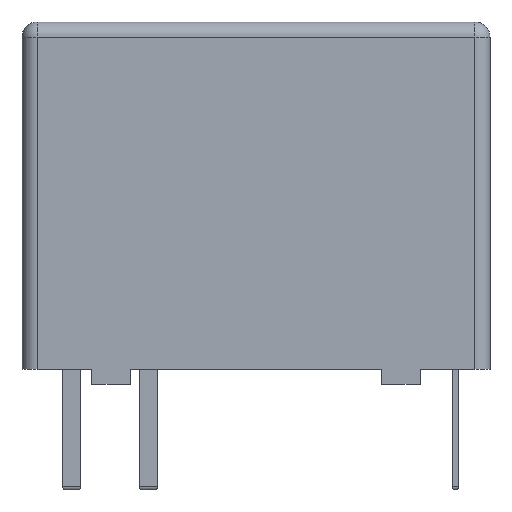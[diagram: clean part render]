
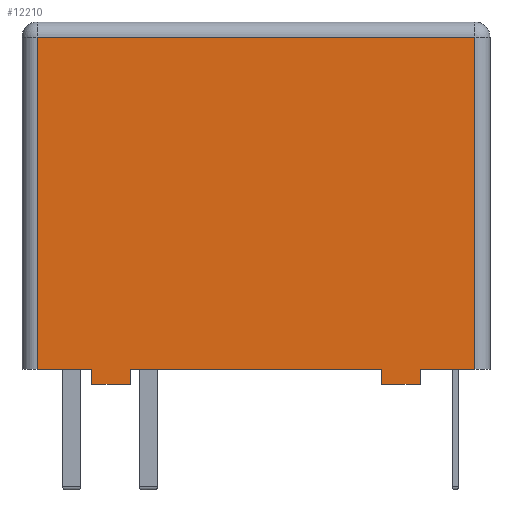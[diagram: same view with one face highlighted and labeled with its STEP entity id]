
A CAD part, front view. The second image highlights one B-rep face of the part: STEP entity #12210.
In plain terms, the highlighted planar face has unit normal (0, -1, 0).
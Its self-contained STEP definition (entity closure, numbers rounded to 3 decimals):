
#2 = FACE_OUTER_BOUND ( 'NONE', #6019, .T. ) ;
#151 = LINE ( 'NONE', #10279, #9798 ) ;
#246 = VERTEX_POINT ( 'NONE', #8383 ) ;
#307 = CARTESIAN_POINT ( 'NONE',  ( -7.25, -5.25, 0. ) ) ;
#468 = EDGE_CURVE ( 'NONE', #4295, #12701, #1482, .T. ) ;
#633 = CARTESIAN_POINT ( 'NONE',  ( 7.75, -5.25, 0. ) ) ;
#665 = EDGE_CURVE ( 'NONE', #4054, #3079, #13829, .T. ) ;
#1196 = ORIENTED_EDGE ( 'NONE', *, *, #9177, .F. ) ;
#1482 = LINE ( 'NONE', #7955, #9664 ) ;
#1785 = CARTESIAN_POINT ( 'NONE',  ( 7.25, -5.25, 11.5 ) ) ;
#1798 = CARTESIAN_POINT ( 'NONE',  ( -5.444, -5.25, 0. ) ) ;
#2040 = CARTESIAN_POINT ( 'NONE',  ( -5.444, -5.25, -0.5 ) ) ;
#2115 = DIRECTION ( 'NONE',  ( 0., 0., 1. ) ) ;
#2610 = DIRECTION ( 'NONE',  ( -1., 0., 0. ) ) ;
#2782 = DIRECTION ( 'NONE',  ( 0., 0., 1. ) ) ;
#3062 = CARTESIAN_POINT ( 'NONE',  ( -5.444, -5.25, -0.5 ) ) ;
#3079 = VERTEX_POINT ( 'NONE', #5264 ) ;
#3601 = CARTESIAN_POINT ( 'NONE',  ( -4.153, -5.25, -0.5 ) ) ;
#3795 = LINE ( 'NONE', #6431, #16212 ) ;
#3923 = EDGE_CURVE ( 'NONE', #4995, #3079, #13953, .T. ) ;
#4054 = VERTEX_POINT ( 'NONE', #7140 ) ;
#4160 = CARTESIAN_POINT ( 'NONE',  ( 5.444, -5.25, -0.5 ) ) ;
#4207 = VECTOR ( 'NONE', #4988, 1000. ) ;
#4236 = ORIENTED_EDGE ( 'NONE', *, *, #5956, .F. ) ;
#4295 = VERTEX_POINT ( 'NONE', #4160 ) ;
#4464 = CARTESIAN_POINT ( 'NONE',  ( 7.25, -5.25, 11. ) ) ;
#4473 = DIRECTION ( 'NONE',  ( -1., 0., 0. ) ) ;
#4635 = LINE ( 'NONE', #5727, #10336 ) ;
#4659 = ORIENTED_EDGE ( 'NONE', *, *, #8257, .T. ) ;
#4884 = ORIENTED_EDGE ( 'NONE', *, *, #468, .T. ) ;
#4988 = DIRECTION ( 'NONE',  ( -1., 0., 0. ) ) ;
#4995 = VERTEX_POINT ( 'NONE', #3601 ) ;
#5264 = CARTESIAN_POINT ( 'NONE',  ( -4.153, -5.25, 0. ) ) ;
#5322 = VERTEX_POINT ( 'NONE', #307 ) ;
#5386 = VECTOR ( 'NONE', #10418, 1000. ) ;
#5668 = CARTESIAN_POINT ( 'NONE',  ( 5.444, -5.25, -0.5 ) ) ;
#5691 = EDGE_CURVE ( 'NONE', #11296, #4295, #10374, .T. ) ;
#5727 = CARTESIAN_POINT ( 'NONE',  ( -5.444, -5.25, -0.5 ) ) ;
#5887 = VECTOR ( 'NONE', #11918, 1000. ) ;
#5935 = EDGE_CURVE ( 'NONE', #13850, #5322, #6963, .T. ) ;
#5956 = EDGE_CURVE ( 'NONE', #9068, #13850, #4635, .T. ) ;
#6019 = EDGE_LOOP ( 'NONE', ( #1196, #4659, #14482, #13335, #13348, #4236, #7006, #14932, #13900, #12415, #8545, #4884 ) ) ;
#6083 = CARTESIAN_POINT ( 'NONE',  ( 7.25, -5.25, 0. ) ) ;
#6149 = CARTESIAN_POINT ( 'NONE',  ( -4.153, -5.25, -0.5 ) ) ;
#6431 = CARTESIAN_POINT ( 'NONE',  ( -7.25, -5.25, 11.5 ) ) ;
#6731 = EDGE_CURVE ( 'NONE', #13808, #246, #151, .T. ) ;
#6963 = LINE ( 'NONE', #633, #13778 ) ;
#6964 = CARTESIAN_POINT ( 'NONE',  ( 4.153, -5.25, -0.5 ) ) ;
#7006 = ORIENTED_EDGE ( 'NONE', *, *, #15591, .F. ) ;
#7140 = CARTESIAN_POINT ( 'NONE',  ( 4.153, -5.25, 0. ) ) ;
#7298 = VECTOR ( 'NONE', #14806, 1000. ) ;
#7955 = CARTESIAN_POINT ( 'NONE',  ( 5.444, -5.25, -0.5 ) ) ;
#8095 = VECTOR ( 'NONE', #15601, 1000. ) ;
#8257 = EDGE_CURVE ( 'NONE', #14265, #13808, #13072, .T. ) ;
#8259 = CARTESIAN_POINT ( 'NONE',  ( 4.153, -5.25, -0.5 ) ) ;
#8383 = CARTESIAN_POINT ( 'NONE',  ( -7.25, -5.25, 11. ) ) ;
#8545 = ORIENTED_EDGE ( 'NONE', *, *, #5691, .T. ) ;
#8584 = VECTOR ( 'NONE', #11985, 1000. ) ;
#9068 = VERTEX_POINT ( 'NONE', #3062 ) ;
#9177 = EDGE_CURVE ( 'NONE', #14265, #12701, #9730, .T. ) ;
#9664 = VECTOR ( 'NONE', #2782, 1000. ) ;
#9730 = LINE ( 'NONE', #14729, #7298 ) ;
#9798 = VECTOR ( 'NONE', #2610, 1000. ) ;
#10279 = CARTESIAN_POINT ( 'NONE',  ( -7.75, -5.25, 11. ) ) ;
#10336 = VECTOR ( 'NONE', #2115, 1000. ) ;
#10374 = LINE ( 'NONE', #5668, #8095 ) ;
#10418 = DIRECTION ( 'NONE',  ( 0., 0., 1. ) ) ;
#11048 = PLANE ( 'NONE',  #15670 ) ;
#11218 = CARTESIAN_POINT ( 'NONE',  ( 7.75, -5.25, 11.5 ) ) ;
#11296 = VERTEX_POINT ( 'NONE', #6964 ) ;
#11380 = DIRECTION ( 'NONE',  ( 0., 0., 1. ) ) ;
#11500 = DIRECTION ( 'NONE',  ( 0., 0., -1. ) ) ;
#11918 = DIRECTION ( 'NONE',  ( -1., 0., 0. ) ) ;
#11985 = DIRECTION ( 'NONE',  ( 0., 0., 1. ) ) ;
#12210 = ADVANCED_FACE ( 'NONE', ( #2 ), #11048, .T. ) ;
#12415 = ORIENTED_EDGE ( 'NONE', *, *, #13054, .F. ) ;
#12701 = VERTEX_POINT ( 'NONE', #14754 ) ;
#13054 = EDGE_CURVE ( 'NONE', #11296, #4054, #15487, .T. ) ;
#13072 = LINE ( 'NONE', #1785, #8584 ) ;
#13314 = EDGE_CURVE ( 'NONE', #246, #5322, #3795, .T. ) ;
#13327 = LINE ( 'NONE', #2040, #5887 ) ;
#13335 = ORIENTED_EDGE ( 'NONE', *, *, #13314, .T. ) ;
#13348 = ORIENTED_EDGE ( 'NONE', *, *, #5935, .F. ) ;
#13778 = VECTOR ( 'NONE', #4473, 1000. ) ;
#13808 = VERTEX_POINT ( 'NONE', #4464 ) ;
#13829 = LINE ( 'NONE', #16331, #4207 ) ;
#13850 = VERTEX_POINT ( 'NONE', #1798 ) ;
#13900 = ORIENTED_EDGE ( 'NONE', *, *, #665, .F. ) ;
#13953 = LINE ( 'NONE', #6149, #15640 ) ;
#14265 = VERTEX_POINT ( 'NONE', #6083 ) ;
#14482 = ORIENTED_EDGE ( 'NONE', *, *, #6731, .T. ) ;
#14729 = CARTESIAN_POINT ( 'NONE',  ( 7.75, -5.25, 0. ) ) ;
#14754 = CARTESIAN_POINT ( 'NONE',  ( 5.444, -5.25, 0. ) ) ;
#14806 = DIRECTION ( 'NONE',  ( -1., 0., 0. ) ) ;
#14932 = ORIENTED_EDGE ( 'NONE', *, *, #3923, .T. ) ;
#15114 = DIRECTION ( 'NONE',  ( 0., 0., 1. ) ) ;
#15487 = LINE ( 'NONE', #8259, #5386 ) ;
#15591 = EDGE_CURVE ( 'NONE', #4995, #9068, #13327, .T. ) ;
#15601 = DIRECTION ( 'NONE',  ( 1., 0., 0. ) ) ;
#15640 = VECTOR ( 'NONE', #11380, 1000. ) ;
#15670 = AXIS2_PLACEMENT_3D ( 'NONE', #11218, #16113, #15114 ) ;
#16113 = DIRECTION ( 'NONE',  ( 0., -1., 0. ) ) ;
#16212 = VECTOR ( 'NONE', #11500, 1000. ) ;
#16331 = CARTESIAN_POINT ( 'NONE',  ( 7.75, -5.25, 0. ) ) ;
